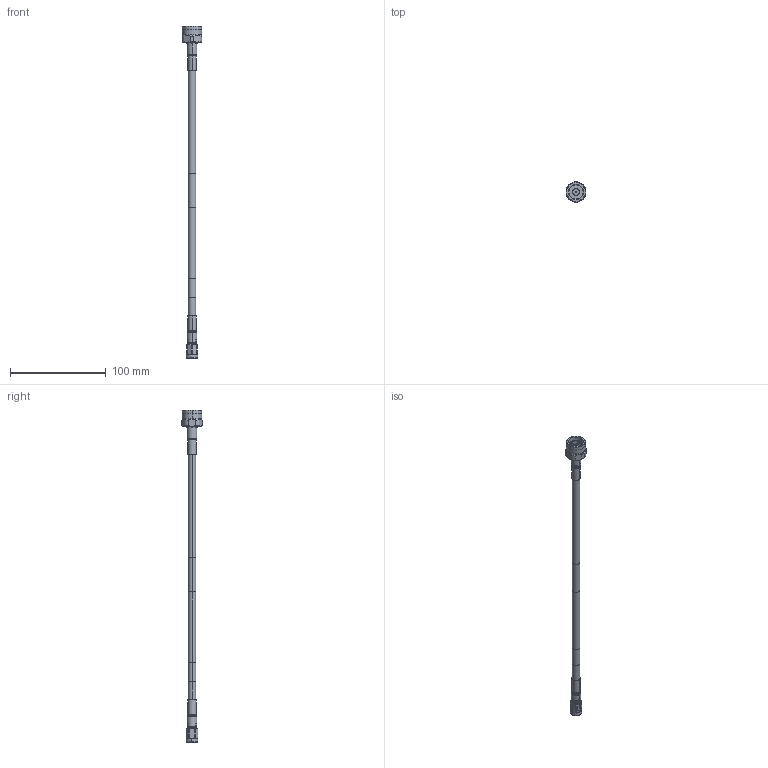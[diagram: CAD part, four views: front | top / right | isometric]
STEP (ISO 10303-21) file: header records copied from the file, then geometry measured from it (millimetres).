
FILE_DESCRIPTION (( 'STEP AP214' ), '1' );
FILE_NAME ('FMCA2032_3D.step', '2025-07-24T19:23:23', ( '' ), ( '' ), 'SwSTEP 2.0', 'SolidWorks 2022', '' );
FILE_SCHEMA (( 'AUTOMOTIVE_DESIGN' ));
Length unit declared in the file: inch
Products named in the file (8): HeatShrink_CA-300_5; SPF-250_W_LABEL & PIM; TC-250-NM-LP_insulator; TC-250-NM-LP_body; TC-250-NM-LP; FMCA2032_3D; TC-250-NM-LP_c-contact; TC-250-NX10M-LP-LC
Assembly tree (8 placements, depth 3):
  FMCA2032_3D
    SPF-250_W_LABEL & PIM
    HeatShrink_CA-300_5  x2
    TC-250-NM-LP
      TC-250-NM-LP_body
      TC-250-NM-LP_c-contact
      TC-250-NM-LP_insulator
    TC-250-NX10M-LP-LC
Bounding box: 20.6 x 21.85 x 347.21 mm (x, y, z)
Volume: 21129.3 mm3; surface area: 16333.4 mm2
Topology: 7 solids, 7 shells, 382 faces, 854 edges, 519 vertices
Faces by surface type: cylinder 140, cone 102, plane 92, torus 46, sphere 2
Entity records: 10981 total; most frequent: CARTESIAN_POINT 2330, DIRECTION 1876, ORIENTED_EDGE 1612, EDGE_CURVE 806, AXIS2_PLACEMENT_3D 786, VERTEX_POINT 495, CIRCLE 414, EDGE_LOOP 405
